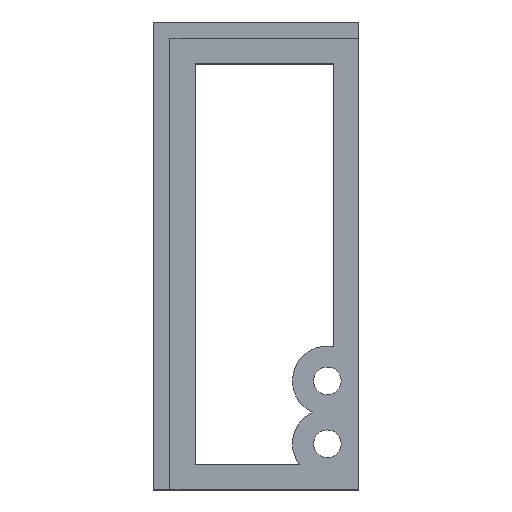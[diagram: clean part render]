
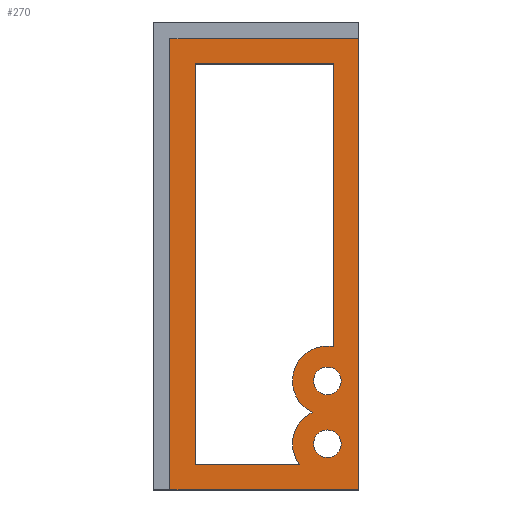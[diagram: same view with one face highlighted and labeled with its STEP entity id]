
A CAD part, top view. The second image highlights one B-rep face of the part: STEP entity #270.
In plain terms, the highlighted planar face has unit normal (0, 0, 1).
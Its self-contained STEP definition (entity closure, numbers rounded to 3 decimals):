
#139=CARTESIAN_POINT('',(659.,0.,1081.14));
#140=DIRECTION('',(-0.,0.,-1.));
#141=DIRECTION('',(-1.,0.,0.));
#142=AXIS2_PLACEMENT_3D('',#139,#140,#141);
#143=PLANE('',#142);
#144=CARTESIAN_POINT('',(354.,210.,1081.14));
#145=VERTEX_POINT('',#144);
#146=CARTESIAN_POINT('',(309.,210.,1081.14));
#147=VERTEX_POINT('',#146);
#148=CARTESIAN_POINT('',(354.,210.,1081.14));
#149=DIRECTION('',(-1.,0.,0.));
#150=VECTOR('',#149,45.);
#151=LINE('',#148,#150);
#152=EDGE_CURVE('',#145,#147,#151,.T.);
#153=ORIENTED_EDGE('',*,*,#152,.F.);
#154=CARTESIAN_POINT('',(354.,317.5,1081.14));
#155=VERTEX_POINT('',#154);
#156=CARTESIAN_POINT('',(354.,210.,1081.14));
#157=DIRECTION('',(0.,1.,0.));
#158=VECTOR('',#157,107.5);
#159=LINE('',#156,#158);
#160=EDGE_CURVE('',#145,#155,#159,.T.);
#161=ORIENTED_EDGE('',*,*,#160,.T.);
#162=CARTESIAN_POINT('',(309.,317.5,1081.14));
#163=VERTEX_POINT('',#162);
#164=CARTESIAN_POINT('',(309.,317.5,1081.14));
#165=DIRECTION('',(1.,0.,-0.));
#166=VECTOR('',#165,45.);
#167=LINE('',#164,#166);
#168=EDGE_CURVE('',#163,#155,#167,.T.);
#169=ORIENTED_EDGE('',*,*,#168,.F.);
#170=CARTESIAN_POINT('',(309.,210.,1081.14));
#171=DIRECTION('',(0.,1.,0.));
#172=VECTOR('',#171,107.5);
#173=LINE('',#170,#172);
#174=EDGE_CURVE('',#147,#163,#173,.T.);
#175=ORIENTED_EDGE('',*,*,#174,.F.);
#176=EDGE_LOOP('',(#153,#161,#169,#175));
#177=FACE_BOUND('',#176,.T.);
#178=CARTESIAN_POINT('',(343.2,236.,1081.14));
#179=VERTEX_POINT('',#178);
#180=CARTESIAN_POINT('',(349.8,236.,1081.14));
#181=VERTEX_POINT('',#180);
#182=CARTESIAN_POINT('',(346.5,236.,1081.14));
#183=DIRECTION('',(-0.,0.,-1.));
#184=DIRECTION('',(-1.,0.,0.));
#185=AXIS2_PLACEMENT_3D('',#182,#183,#184);
#186=CIRCLE('',#185,3.3);
#187=EDGE_CURVE('',#179,#181,#186,.T.);
#188=ORIENTED_EDGE('',*,*,#187,.T.);
#189=CARTESIAN_POINT('',(346.5,236.,1081.14));
#190=DIRECTION('',(-0.,0.,-1.));
#191=DIRECTION('',(-1.,0.,0.));
#192=AXIS2_PLACEMENT_3D('',#189,#190,#191);
#193=CIRCLE('',#192,3.3);
#194=EDGE_CURVE('',#181,#179,#193,.T.);
#195=ORIENTED_EDGE('',*,*,#194,.T.);
#196=EDGE_LOOP('',(#188,#195));
#197=FACE_BOUND('',#196,.T.);
#198=CARTESIAN_POINT('',(343.2,221.,1081.14));
#199=VERTEX_POINT('',#198);
#200=CARTESIAN_POINT('',(349.8,221.,1081.14));
#201=VERTEX_POINT('',#200);
#202=CARTESIAN_POINT('',(346.5,221.,1081.14));
#203=DIRECTION('',(-0.,0.,-1.));
#204=DIRECTION('',(-1.,0.,0.));
#205=AXIS2_PLACEMENT_3D('',#202,#203,#204);
#206=CIRCLE('',#205,3.3);
#207=EDGE_CURVE('',#199,#201,#206,.T.);
#208=ORIENTED_EDGE('',*,*,#207,.T.);
#209=CARTESIAN_POINT('',(346.5,221.,1081.14));
#210=DIRECTION('',(-0.,0.,-1.));
#211=DIRECTION('',(-1.,0.,0.));
#212=AXIS2_PLACEMENT_3D('',#209,#210,#211);
#213=CIRCLE('',#212,3.3);
#214=EDGE_CURVE('',#201,#199,#213,.T.);
#215=ORIENTED_EDGE('',*,*,#214,.T.);
#216=EDGE_LOOP('',(#208,#215));
#217=FACE_BOUND('',#216,.T.);
#218=CARTESIAN_POINT('',(348.,244.163,1081.14));
#219=VERTEX_POINT('',#218);
#220=CARTESIAN_POINT('',(342.945,228.5,1081.14));
#221=VERTEX_POINT('',#220);
#222=CARTESIAN_POINT('',(346.5,236.,1081.14));
#223=DIRECTION('',(0.,0.,1.));
#224=DIRECTION('',(1.,0.,-0.));
#225=AXIS2_PLACEMENT_3D('',#222,#223,#224);
#226=CIRCLE('',#225,8.3);
#227=EDGE_CURVE('',#219,#221,#226,.T.);
#228=ORIENTED_EDGE('',*,*,#227,.T.);
#229=CARTESIAN_POINT('',(339.875,216.,1081.14));
#230=VERTEX_POINT('',#229);
#231=CARTESIAN_POINT('',(346.5,221.,1081.14));
#232=DIRECTION('',(0.,0.,1.));
#233=DIRECTION('',(1.,0.,-0.));
#234=AXIS2_PLACEMENT_3D('',#231,#232,#233);
#235=CIRCLE('',#234,8.3);
#236=EDGE_CURVE('',#221,#230,#235,.T.);
#237=ORIENTED_EDGE('',*,*,#236,.T.);
#238=CARTESIAN_POINT('',(315.,216.,1081.14));
#239=VERTEX_POINT('',#238);
#240=CARTESIAN_POINT('',(315.,216.,1081.14));
#241=DIRECTION('',(1.,0.,-0.));
#242=VECTOR('',#241,24.875);
#243=LINE('',#240,#242);
#244=EDGE_CURVE('',#239,#230,#243,.T.);
#245=ORIENTED_EDGE('',*,*,#244,.F.);
#246=CARTESIAN_POINT('',(315.,311.5,1081.14));
#247=VERTEX_POINT('',#246);
#248=CARTESIAN_POINT('',(315.,311.5,1081.14));
#249=DIRECTION('',(0.,-1.,0.));
#250=VECTOR('',#249,95.5);
#251=LINE('',#248,#250);
#252=EDGE_CURVE('',#247,#239,#251,.T.);
#253=ORIENTED_EDGE('',*,*,#252,.F.);
#254=CARTESIAN_POINT('',(348.,311.5,1081.14));
#255=VERTEX_POINT('',#254);
#256=CARTESIAN_POINT('',(348.,311.5,1081.14));
#257=DIRECTION('',(-1.,0.,0.));
#258=VECTOR('',#257,33.);
#259=LINE('',#256,#258);
#260=EDGE_CURVE('',#255,#247,#259,.T.);
#261=ORIENTED_EDGE('',*,*,#260,.F.);
#262=CARTESIAN_POINT('',(348.,244.163,1081.14));
#263=DIRECTION('',(0.,1.,0.));
#264=VECTOR('',#263,67.337);
#265=LINE('',#262,#264);
#266=EDGE_CURVE('',#219,#255,#265,.T.);
#267=ORIENTED_EDGE('',*,*,#266,.F.);
#268=EDGE_LOOP('',(#228,#237,#245,#253,#261,#267));
#269=FACE_BOUND('',#268,.T.);
#270=ADVANCED_FACE('',(#177,#197,#217,#269),#143,.F.);
